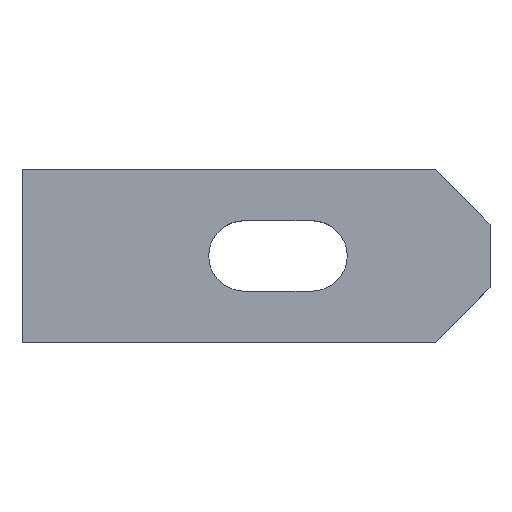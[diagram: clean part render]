
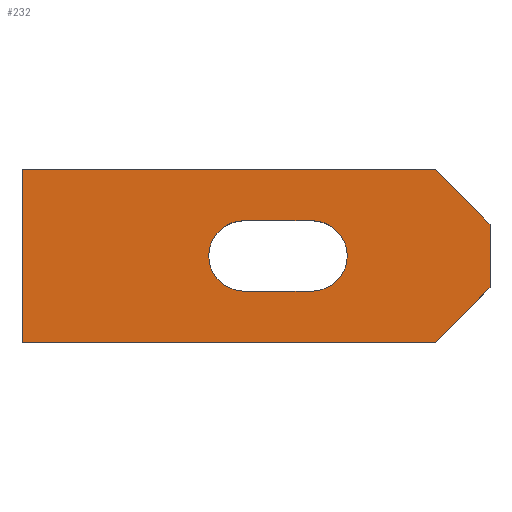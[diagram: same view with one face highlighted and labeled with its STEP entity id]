
A CAD part, top view. The second image highlights one B-rep face of the part: STEP entity #232.
In plain terms, the highlighted planar face has unit normal (0, 0, 1).
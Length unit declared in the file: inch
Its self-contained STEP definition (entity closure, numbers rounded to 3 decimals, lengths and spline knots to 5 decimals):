
#16=FACE_BOUND('',#48,.T.);
#17=CIRCLE('',#237,0.016);
#19=CIRCLE('',#241,0.016);
#34=FACE_OUTER_BOUND('',#47,.T.);
#47=EDGE_LOOP('',(#201,#202,#203,#204,#205,#206));
#48=EDGE_LOOP('',(#207,#208,#209,#210));
#49=LINE('',#315,#75);
#54=LINE('',#329,#80);
#63=LINE('',#352,#89);
#66=LINE('',#357,#92);
#68=LINE('',#361,#94);
#70=LINE('',#365,#96);
#72=LINE('',#369,#98);
#74=LINE('',#372,#100);
#75=VECTOR('',#255,0.031);
#80=VECTOR('',#268,0.031);
#89=VECTOR('',#287,0.188);
#92=VECTOR('',#292,0.03536);
#94=VECTOR('',#296,0.029);
#96=VECTOR('',#300,0.03536);
#98=VECTOR('',#304,0.188);
#100=VECTOR('',#308,0.079);
#101=VERTEX_POINT('',#313);
#102=VERTEX_POINT('',#314);
#105=VERTEX_POINT('',#322);
#107=VERTEX_POINT('',#328);
#115=VERTEX_POINT('',#350);
#116=VERTEX_POINT('',#351);
#117=VERTEX_POINT('',#356);
#118=VERTEX_POINT('',#360);
#119=VERTEX_POINT('',#364);
#120=VERTEX_POINT('',#368);
#121=EDGE_CURVE('',#101,#102,#49,.T.);
#125=EDGE_CURVE('',#102,#105,#17,.T.);
#128=EDGE_CURVE('',#105,#107,#54,.T.);
#131=EDGE_CURVE('',#107,#101,#19,.T.);
#139=EDGE_CURVE('',#115,#116,#63,.T.);
#142=EDGE_CURVE('',#116,#117,#66,.T.);
#144=EDGE_CURVE('',#117,#118,#68,.T.);
#146=EDGE_CURVE('',#118,#119,#70,.T.);
#148=EDGE_CURVE('',#119,#120,#72,.T.);
#150=EDGE_CURVE('',#120,#115,#74,.T.);
#201=ORIENTED_EDGE('',*,*,#139,.F.);
#202=ORIENTED_EDGE('',*,*,#150,.F.);
#203=ORIENTED_EDGE('',*,*,#148,.F.);
#204=ORIENTED_EDGE('',*,*,#146,.F.);
#205=ORIENTED_EDGE('',*,*,#144,.F.);
#206=ORIENTED_EDGE('',*,*,#142,.F.);
#207=ORIENTED_EDGE('',*,*,#121,.T.);
#208=ORIENTED_EDGE('',*,*,#125,.T.);
#209=ORIENTED_EDGE('',*,*,#128,.T.);
#210=ORIENTED_EDGE('',*,*,#131,.T.);
#220=PLANE('',#250);
#232=ADVANCED_FACE('',(#34,#16),#220,.T.);
#237=AXIS2_PLACEMENT_3D('',#323,#261,#262);
#241=AXIS2_PLACEMENT_3D('',#334,#273,#274);
#250=AXIS2_PLACEMENT_3D('',#373,#309,#310);
#255=DIRECTION('',(1.,0.,0.));
#261=DIRECTION('center_axis',(0.,0.,-1.));
#262=DIRECTION('ref_axis',(0.,-1.,0.));
#268=DIRECTION('',(-1.,0.,0.));
#273=DIRECTION('center_axis',(0.,0.,-1.));
#274=DIRECTION('ref_axis',(0.,1.,0.));
#287=DIRECTION('',(1.,0.,0.));
#292=DIRECTION('',(0.707,-0.707,0.));
#296=DIRECTION('',(0.,-1.,0.));
#300=DIRECTION('',(-0.707,-0.707,0.));
#304=DIRECTION('',(-1.,0.,0.));
#308=DIRECTION('',(0.,1.,0.));
#309=DIRECTION('center_axis',(0.,0.,1.));
#310=DIRECTION('ref_axis',(1.,0.,0.));
#313=CARTESIAN_POINT('',(0.101,0.016,0.01));
#314=CARTESIAN_POINT('',(0.132,0.016,0.01));
#315=CARTESIAN_POINT('',(0.1007,0.016,0.01));
#322=CARTESIAN_POINT('',(0.132,-0.016,0.01));
#323=CARTESIAN_POINT('Origin',(0.132,0.,0.01));
#328=CARTESIAN_POINT('',(0.101,-0.016,0.01));
#329=CARTESIAN_POINT('',(0.1162,-0.016,0.01));
#334=CARTESIAN_POINT('Origin',(0.101,0.,0.01));
#350=CARTESIAN_POINT('',(0.,0.0395,0.01));
#351=CARTESIAN_POINT('',(0.188,0.0395,0.01));
#352=CARTESIAN_POINT('',(0.188,0.0395,0.01));
#356=CARTESIAN_POINT('',(0.213,0.0145,0.01));
#357=CARTESIAN_POINT('',(0.213,0.0145,0.01));
#360=CARTESIAN_POINT('',(0.213,-0.0145,0.01));
#361=CARTESIAN_POINT('',(0.213,-0.0145,0.01));
#364=CARTESIAN_POINT('',(0.188,-0.0395,0.01));
#365=CARTESIAN_POINT('',(0.188,-0.0395,0.01));
#368=CARTESIAN_POINT('',(0.,-0.0395,0.01));
#369=CARTESIAN_POINT('',(0.,-0.0395,0.01));
#372=CARTESIAN_POINT('',(0.,0.0395,0.01));
#373=CARTESIAN_POINT('Origin',(0.10041,0.,0.01));
